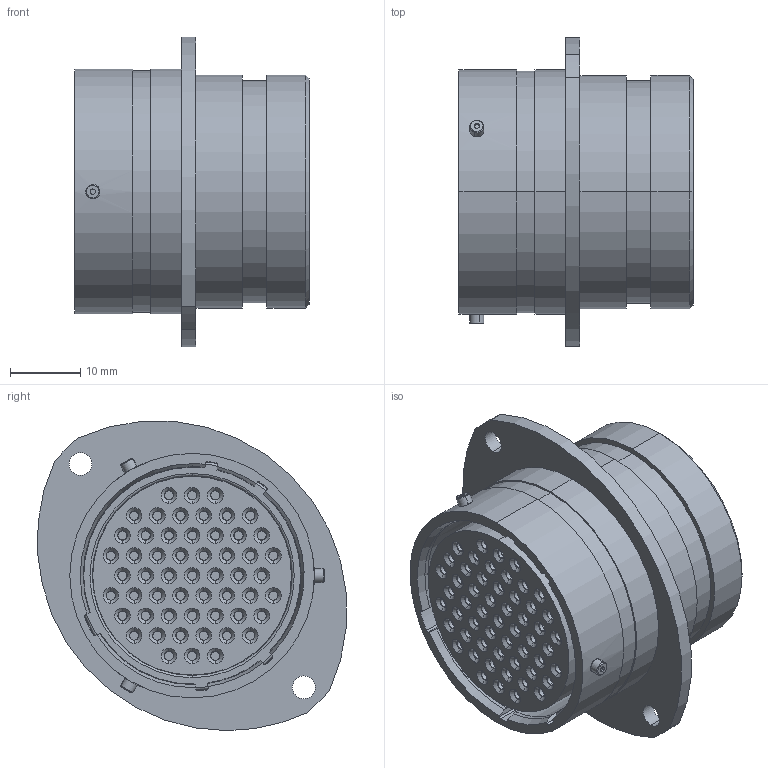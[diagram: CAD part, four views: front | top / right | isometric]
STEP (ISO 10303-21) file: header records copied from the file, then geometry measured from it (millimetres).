
FILE_DESCRIPTION (( 'STEP AP214' ), '1' );
FILE_NAME ('AS022-55SB.STEP', '2022-02-02T14:04:13', ( '' ), ( '' ), 'SwSTEP 2.0', 'SolidWorks 2020', '' );
FILE_SCHEMA (( 'AUTOMOTIVE_DESIGN' ));
Length unit declared in the file: millimetre
Products named in the file (1): AS022-55SB
Bounding box: 33.31 x 43.94 x 44 mm (x, y, z)
Volume: 23465.9 mm3; surface area: 25099.4 mm2
Topology: 9 solids, 9 shells, 2029 faces, 4348 edges, 2404 vertices
Faces by surface type: torus 788, cone 570, cylinder 546, plane 109, sphere 16
Entity records: 77760 total; most frequent: DIRECTION 11493, CARTESIAN_POINT 9052, ORIENTED_EDGE 8664, AXIS2_PLACEMENT_3D 5173, EDGE_CURVE 4332, CIRCLE 3145, VERTEX_POINT 2398, EDGE_LOOP 2338
